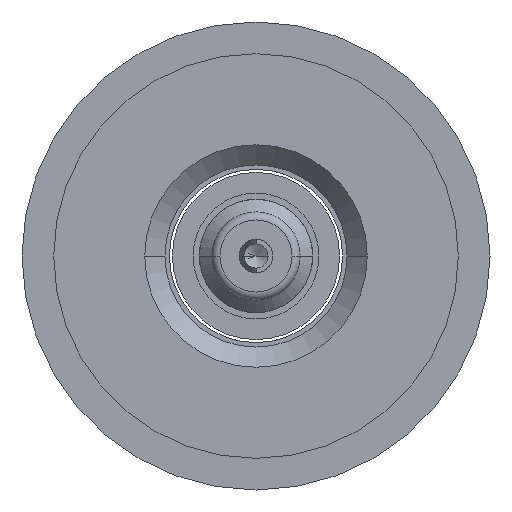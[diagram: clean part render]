
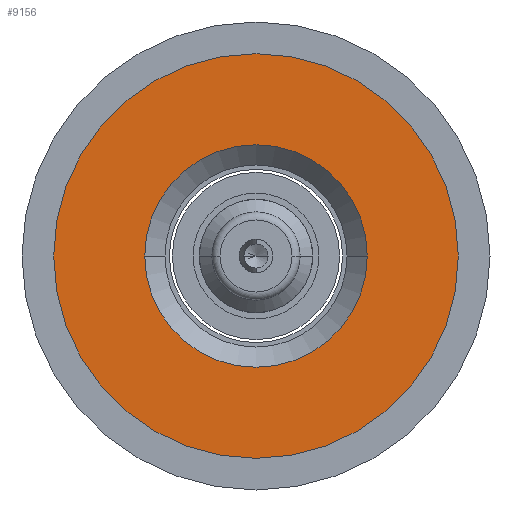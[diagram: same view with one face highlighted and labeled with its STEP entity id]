
A CAD part, left-side view. The second image highlights one B-rep face of the part: STEP entity #9156.
In plain terms, the highlighted planar face has unit normal (-1, 0, 0).
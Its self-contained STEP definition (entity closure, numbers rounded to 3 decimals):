
#2335=CARTESIAN_POINT('',(-24.13,0.,0.));
#2336=DIRECTION('',(-1.,0.,0.));
#2337=DIRECTION('',(0.,1.,0.));
#2338=AXIS2_PLACEMENT_3D('',#2335,#2336,#2337);
#2340=CARTESIAN_POINT('',(-24.13,0.,0.));
#2341=DIRECTION('',(1.,0.,0.));
#2342=DIRECTION('',(0.,1.,0.));
#2343=AXIS2_PLACEMENT_3D('',#2340,#2341,#2342);
#2365=CARTESIAN_POINT('',(-24.13,0.,0.));
#2366=DIRECTION('',(-1.,0.,0.));
#2367=DIRECTION('',(0.,1.,0.));
#2368=AXIS2_PLACEMENT_3D('',#2365,#2366,#2367);
#2370=CARTESIAN_POINT('',(-24.13,0.,0.));
#2371=DIRECTION('',(-1.,0.,0.));
#2372=DIRECTION('',(0.,-1.,0.));
#2373=AXIS2_PLACEMENT_3D('',#2370,#2371,#2372);
#3441=CARTESIAN_POINT('',(-24.13,12.7,0.));
#3442=CARTESIAN_POINT('',(-24.13,-12.7,0.));
#3443=VERTEX_POINT('',#3441);
#3444=VERTEX_POINT('',#3442);
#3487=CARTESIAN_POINT('',(-24.13,6.985,0.));
#3488=CARTESIAN_POINT('',(-24.13,-6.985,0.));
#3489=VERTEX_POINT('',#3487);
#3490=VERTEX_POINT('',#3488);
#9141=CARTESIAN_POINT('',(-24.13,0.,0.));
#9142=DIRECTION('',(1.,0.,0.));
#9143=DIRECTION('',(0.,-1.,0.));
#9144=AXIS2_PLACEMENT_3D('',#9141,#9142,#9143);
#9145=PLANE('',#9144);
#9146=ORIENTED_EDGE('',*,*,#9135,.F.);
#9147=ORIENTED_EDGE('',*,*,#9121,.T.);
#9148=EDGE_LOOP('',(#9146,#9147));
#9149=FACE_OUTER_BOUND('',#9148,.F.);
#9151=ORIENTED_EDGE('',*,*,#9150,.T.);
#9153=ORIENTED_EDGE('',*,*,#9152,.T.);
#9154=EDGE_LOOP('',(#9151,#9153));
#9155=FACE_BOUND('',#9154,.F.);
#2339=CIRCLE('',#2338,12.7);
#2344=CIRCLE('',#2343,12.7);
#2369=CIRCLE('',#2368,6.985);
#2374=CIRCLE('',#2373,6.985);
#9121=EDGE_CURVE('',#3443,#3444,#2344,.T.);
#9135=EDGE_CURVE('',#3443,#3444,#2339,.T.);
#9150=EDGE_CURVE('',#3489,#3490,#2369,.T.);
#9152=EDGE_CURVE('',#3490,#3489,#2374,.T.);
#9156=ADVANCED_FACE('',(#9149,#9155),#9145,.F.);
